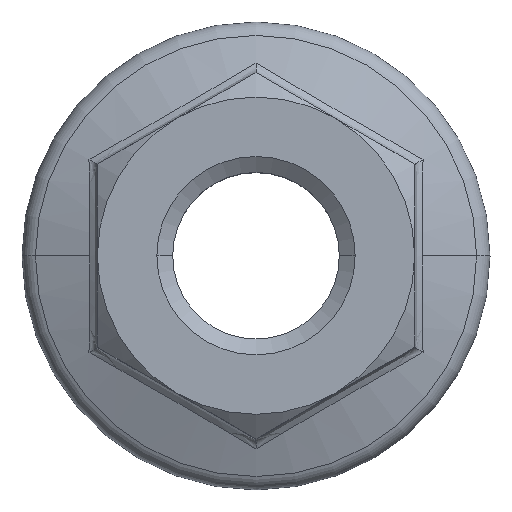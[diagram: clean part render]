
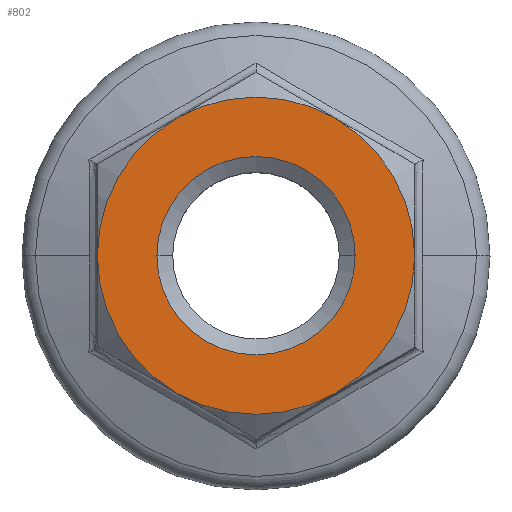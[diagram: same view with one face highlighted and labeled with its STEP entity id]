
A CAD part, top view. The second image highlights one B-rep face of the part: STEP entity #802.
In plain terms, the highlighted planar face has unit normal (0, 0, 1).
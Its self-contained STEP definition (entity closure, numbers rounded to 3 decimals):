
#17 = ORIENTED_EDGE ( 'NONE', *, *, #26, .F. ) ;
#20 = CARTESIAN_POINT ( 'NONE',  ( 0., 0., 0. ) ) ;
#26 = EDGE_CURVE ( 'NONE', #826, #865, #355, .T. ) ;
#33 = EDGE_CURVE ( 'NONE', #328, #275, #422, .T. ) ;
#43 = AXIS2_PLACEMENT_3D ( 'NONE', #210, #728, #476 ) ;
#55 = VERTEX_POINT ( 'NONE', #738 ) ;
#59 = EDGE_CURVE ( 'NONE', #275, #171, #1075, .T. ) ;
#64 = CARTESIAN_POINT ( 'NONE',  ( 2., -3.464, 0. ) ) ;
#83 = CIRCLE ( 'NONE', #506, 4. ) ;
#96 = AXIS2_PLACEMENT_3D ( 'NONE', #20, #1072, #998 ) ;
#109 = AXIS2_PLACEMENT_3D ( 'NONE', #729, #193, #995 ) ;
#124 = DIRECTION ( 'NONE',  ( 0., 0., 1. ) ) ;
#133 = CARTESIAN_POINT ( 'NONE',  ( -2.5, 0., 0. ) ) ;
#134 = CARTESIAN_POINT ( 'NONE',  ( 0., 0., 0. ) ) ;
#138 = AXIS2_PLACEMENT_3D ( 'NONE', #1082, #205, #486 ) ;
#171 = VERTEX_POINT ( 'NONE', #304 ) ;
#193 = DIRECTION ( 'NONE',  ( 0., 0., -1. ) ) ;
#205 = DIRECTION ( 'NONE',  ( 0., 0., -1. ) ) ;
#206 = AXIS2_PLACEMENT_3D ( 'NONE', #134, #124, #408 ) ;
#210 = CARTESIAN_POINT ( 'NONE',  ( 0., 0., 0. ) ) ;
#218 = VERTEX_POINT ( 'NONE', #133 ) ;
#219 = EDGE_CURVE ( 'NONE', #171, #826, #83, .T. ) ;
#224 = CARTESIAN_POINT ( 'NONE',  ( 0., 0., 0. ) ) ;
#228 = EDGE_CURVE ( 'NONE', #328, #55, #361, .T. ) ;
#250 = FACE_OUTER_BOUND ( 'NONE', #686, .T. ) ;
#275 = VERTEX_POINT ( 'NONE', #64 ) ;
#298 = ORIENTED_EDGE ( 'NONE', *, *, #932, .F. ) ;
#304 = CARTESIAN_POINT ( 'NONE',  ( -2., -3.464, 0. ) ) ;
#318 = DIRECTION ( 'NONE',  ( 0., 0., 1. ) ) ;
#328 = VERTEX_POINT ( 'NONE', #1123 ) ;
#340 = AXIS2_PLACEMENT_3D ( 'NONE', #823, #1008, #658 ) ;
#355 = CIRCLE ( 'NONE', #43, 4. ) ;
#361 = CIRCLE ( 'NONE', #382, 4. ) ;
#382 = AXIS2_PLACEMENT_3D ( 'NONE', #224, #404, #500 ) ;
#391 = ORIENTED_EDGE ( 'NONE', *, *, #414, .F. ) ;
#404 = DIRECTION ( 'NONE',  ( 0., 0., 1. ) ) ;
#408 = DIRECTION ( 'NONE',  ( 1., 0., 0. ) ) ;
#411 = CIRCLE ( 'NONE', #611, 2.5 ) ;
#414 = EDGE_CURVE ( 'NONE', #865, #55, #600, .T. ) ;
#422 = CIRCLE ( 'NONE', #138, 4. ) ;
#476 = DIRECTION ( 'NONE',  ( -1., 0., 0. ) ) ;
#486 = DIRECTION ( 'NONE',  ( -1., 0., 0. ) ) ;
#499 = EDGE_LOOP ( 'NONE', ( #1074, #298 ) ) ;
#500 = DIRECTION ( 'NONE',  ( 1., 0., 0. ) ) ;
#506 = AXIS2_PLACEMENT_3D ( 'NONE', #847, #1021, #671 ) ;
#540 = CARTESIAN_POINT ( 'NONE',  ( -2., 3.464, 0. ) ) ;
#548 = PLANE ( 'NONE',  #109 ) ;
#550 = ORIENTED_EDGE ( 'NONE', *, *, #219, .F. ) ;
#582 = DIRECTION ( 'NONE',  ( 1., 0., 0. ) ) ;
#586 = ORIENTED_EDGE ( 'NONE', *, *, #33, .F. ) ;
#600 = CIRCLE ( 'NONE', #96, 4. ) ;
#611 = AXIS2_PLACEMENT_3D ( 'NONE', #928, #318, #582 ) ;
#627 = CARTESIAN_POINT ( 'NONE',  ( 2.5, 0., 0. ) ) ;
#642 = ORIENTED_EDGE ( 'NONE', *, *, #228, .T. ) ;
#655 = ORIENTED_EDGE ( 'NONE', *, *, #59, .F. ) ;
#658 = DIRECTION ( 'NONE',  ( -1., 0., 0. ) ) ;
#671 = DIRECTION ( 'NONE',  ( -1., 0., 0. ) ) ;
#674 = VERTEX_POINT ( 'NONE', #627 ) ;
#686 = EDGE_LOOP ( 'NONE', ( #17, #550, #655, #586, #642, #391 ) ) ;
#728 = DIRECTION ( 'NONE',  ( 0., 0., -1. ) ) ;
#729 = CARTESIAN_POINT ( 'NONE',  ( 0., 4.619, 0. ) ) ;
#738 = CARTESIAN_POINT ( 'NONE',  ( 2., 3.464, 0. ) ) ;
#779 = CARTESIAN_POINT ( 'NONE',  ( -4., 0., 0. ) ) ;
#802 = ADVANCED_FACE ( 'NONE', ( #1053, #250 ), #548, .F. ) ;
#823 = CARTESIAN_POINT ( 'NONE',  ( 0., 0., 0. ) ) ;
#826 = VERTEX_POINT ( 'NONE', #779 ) ;
#847 = CARTESIAN_POINT ( 'NONE',  ( 0., 0., 0. ) ) ;
#865 = VERTEX_POINT ( 'NONE', #540 ) ;
#927 = EDGE_CURVE ( 'NONE', #674, #218, #411, .T. ) ;
#928 = CARTESIAN_POINT ( 'NONE',  ( 0., 0., 0. ) ) ;
#932 = EDGE_CURVE ( 'NONE', #218, #674, #1055, .T. ) ;
#995 = DIRECTION ( 'NONE',  ( -1., 0., 0. ) ) ;
#998 = DIRECTION ( 'NONE',  ( -1., 0., 0. ) ) ;
#1008 = DIRECTION ( 'NONE',  ( 0., 0., -1. ) ) ;
#1021 = DIRECTION ( 'NONE',  ( 0., 0., -1. ) ) ;
#1053 = FACE_BOUND ( 'NONE', #499, .T. ) ;
#1055 = CIRCLE ( 'NONE', #206, 2.5 ) ;
#1072 = DIRECTION ( 'NONE',  ( 0., 0., -1. ) ) ;
#1074 = ORIENTED_EDGE ( 'NONE', *, *, #927, .F. ) ;
#1075 = CIRCLE ( 'NONE', #340, 4. ) ;
#1082 = CARTESIAN_POINT ( 'NONE',  ( 0., 0., 0. ) ) ;
#1123 = CARTESIAN_POINT ( 'NONE',  ( 4., 0., 0. ) ) ;
